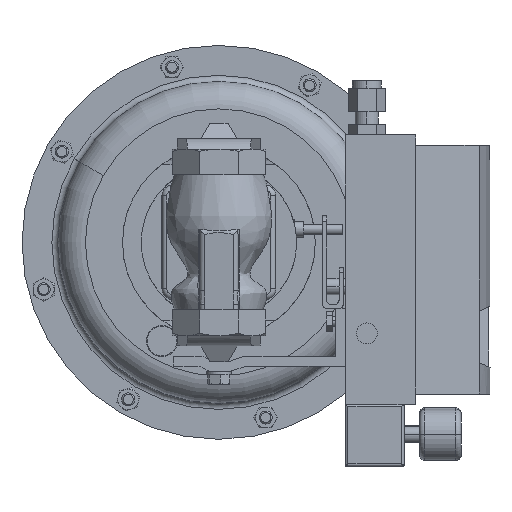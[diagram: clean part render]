
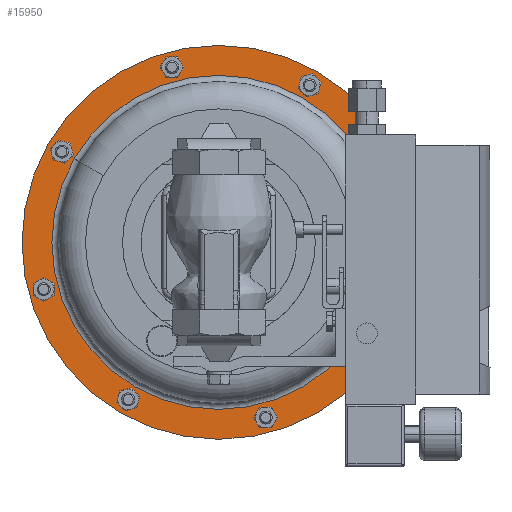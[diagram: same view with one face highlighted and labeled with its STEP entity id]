
A CAD part, front view. The second image highlights one B-rep face of the part: STEP entity #15950.
In plain terms, the highlighted planar face has unit normal (0, -1, 0).
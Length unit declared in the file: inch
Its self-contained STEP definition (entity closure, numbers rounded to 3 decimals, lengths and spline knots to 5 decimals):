
#866 = CARTESIAN_POINT ( 'NONE',  ( -2.375, 8.835, -6.36362 ) ) ;
#1510 = FACE_OUTER_BOUND ( 'NONE', #24709, .T. ) ;
#1557 = ORIENTED_EDGE ( 'NONE', *, *, #23337, .F. ) ;
#1634 = EDGE_LOOP ( 'NONE', ( #23951, #25246 ) ) ;
#2411 = EDGE_CURVE ( 'NONE', #4535, #13024, #3662, .T. ) ;
#3662 = CIRCLE ( 'NONE', #16603, 4.75 ) ;
#4166 = CARTESIAN_POINT ( 'NONE',  ( 0., 8.835, -2.25 ) ) ;
#4245 = AXIS2_PLACEMENT_3D ( 'NONE', #4166, #18439, #6202 ) ;
#4535 = VERTEX_POINT ( 'NONE', #9031 ) ;
#4751 = AXIS2_PLACEMENT_3D ( 'NONE', #21579, #9259, #23636 ) ;
#4979 = DIRECTION ( 'NONE',  ( -0.866, 0., 0.5 ) ) ;
#5872 = CIRCLE ( 'NONE', #4751, 4.029 ) ;
#5958 = VERTEX_POINT ( 'NONE', #23513 ) ;
#5959 = DIRECTION ( 'NONE',  ( 0., 1., 0. ) ) ;
#6202 = DIRECTION ( 'NONE',  ( 0.866, 0., -0.5 ) ) ;
#9031 = CARTESIAN_POINT ( 'NONE',  ( 4.11362, 8.835, -4.625 ) ) ;
#9259 = DIRECTION ( 'NONE',  ( 0., 1., 0. ) ) ;
#11066 = VERTEX_POINT ( 'NONE', #17974 ) ;
#11900 = CARTESIAN_POINT ( 'NONE',  ( 0., 8.835, -2.25 ) ) ;
#12904 = ORIENTED_EDGE ( 'NONE', *, *, #2411, .F. ) ;
#13024 = VERTEX_POINT ( 'NONE', #25427 ) ;
#13050 = PLANE ( 'NONE',  #13863 ) ;
#13863 = AXIS2_PLACEMENT_3D ( 'NONE', #866, #17195, #4979 ) ;
#13910 = CIRCLE ( 'NONE', #14895, 4.029 ) ;
#13958 = DIRECTION ( 'NONE',  ( 0.866, 0., -0.5 ) ) ;
#14895 = AXIS2_PLACEMENT_3D ( 'NONE', #11900, #26320, #13958 ) ;
#15950 = ADVANCED_FACE ( 'NONE', ( #17808, #1510 ), #13050, .T. ) ;
#16603 = AXIS2_PLACEMENT_3D ( 'NONE', #18183, #5959, #20293 ) ;
#17195 = DIRECTION ( 'NONE',  ( 0., -1., 0. ) ) ;
#17692 = EDGE_CURVE ( 'NONE', #11066, #5958, #13910, .T. ) ;
#17808 = FACE_BOUND ( 'NONE', #1634, .T. ) ;
#17974 = CARTESIAN_POINT ( 'NONE',  ( 3.48922, 8.835, -4.2645 ) ) ;
#18183 = CARTESIAN_POINT ( 'NONE',  ( 0., 8.835, -2.25 ) ) ;
#18439 = DIRECTION ( 'NONE',  ( 0., 1., 0. ) ) ;
#20293 = DIRECTION ( 'NONE',  ( 0.866, 0., -0.5 ) ) ;
#21579 = CARTESIAN_POINT ( 'NONE',  ( 0., 8.835, -2.25 ) ) ;
#22534 = CIRCLE ( 'NONE', #4245, 4.75 ) ;
#23052 = EDGE_CURVE ( 'NONE', #5958, #11066, #5872, .T. ) ;
#23337 = EDGE_CURVE ( 'NONE', #13024, #4535, #22534, .T. ) ;
#23513 = CARTESIAN_POINT ( 'NONE',  ( -3.48922, 8.835, -0.2355 ) ) ;
#23636 = DIRECTION ( 'NONE',  ( 0.866, 0., -0.5 ) ) ;
#23951 = ORIENTED_EDGE ( 'NONE', *, *, #17692, .T. ) ;
#24709 = EDGE_LOOP ( 'NONE', ( #12904, #1557 ) ) ;
#25246 = ORIENTED_EDGE ( 'NONE', *, *, #23052, .T. ) ;
#25427 = CARTESIAN_POINT ( 'NONE',  ( -4.11362, 8.835, 0.125 ) ) ;
#26320 = DIRECTION ( 'NONE',  ( 0., 1., 0. ) ) ;
